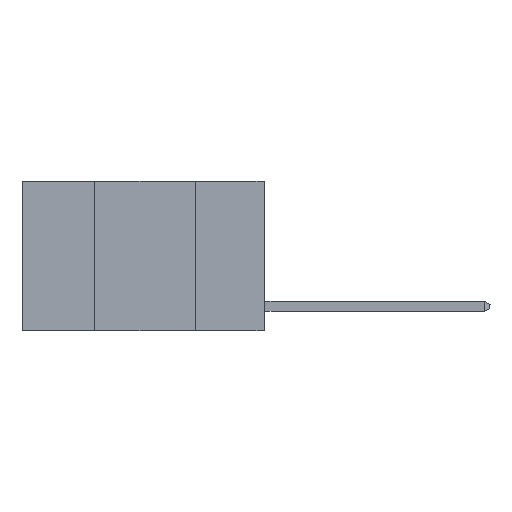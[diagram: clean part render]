
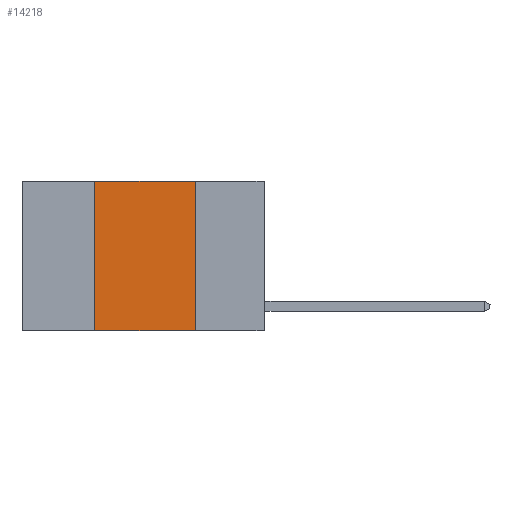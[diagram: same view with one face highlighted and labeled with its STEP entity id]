
A CAD part, left-side view. The second image highlights one B-rep face of the part: STEP entity #14218.
In plain terms, the highlighted planar face has unit normal (-1, 0, 0).
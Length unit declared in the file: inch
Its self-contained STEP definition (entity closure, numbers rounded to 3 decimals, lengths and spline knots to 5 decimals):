
#300 = VERTEX_POINT ( 'NONE', #18152 ) ;
#583 = LINE ( 'NONE', #7738, #6193 ) ;
#1721 = CARTESIAN_POINT ( 'NONE',  ( 0., 0.17, 0. ) ) ;
#1912 = LINE ( 'NONE', #1721, #8563 ) ;
#3605 = VECTOR ( 'NONE', #11014, 39.37008 ) ;
#4087 = VECTOR ( 'NONE', #10344, 39.37008 ) ;
#5218 = FACE_OUTER_BOUND ( 'NONE', #11857, .T. ) ;
#5309 = DIRECTION ( 'NONE',  ( 0., 0., -1. ) ) ;
#5993 = EDGE_CURVE ( 'NONE', #300, #14208, #583, .T. ) ;
#6165 = CARTESIAN_POINT ( 'NONE',  ( 0., 0.42, -0.37 ) ) ;
#6193 = VECTOR ( 'NONE', #6579, 39.37008 ) ;
#6579 = DIRECTION ( 'NONE',  ( 0., -1., 0. ) ) ;
#6767 = CARTESIAN_POINT ( 'NONE',  ( 0., 0.17, 0. ) ) ;
#6958 = ORIENTED_EDGE ( 'NONE', *, *, #8266, .F. ) ;
#7242 = CARTESIAN_POINT ( 'NONE',  ( 0., 0.17, -0.37 ) ) ;
#7685 = EDGE_CURVE ( 'NONE', #18178, #15588, #18205, .T. ) ;
#7738 = CARTESIAN_POINT ( 'NONE',  ( 0., 0.6, 0. ) ) ;
#8266 = EDGE_CURVE ( 'NONE', #14208, #15588, #1912, .T. ) ;
#8563 = VECTOR ( 'NONE', #10602, 39.37008 ) ;
#8795 = CARTESIAN_POINT ( 'NONE',  ( 0., 0.42, 0. ) ) ;
#10031 = ORIENTED_EDGE ( 'NONE', *, *, #5993, .F. ) ;
#10344 = DIRECTION ( 'NONE',  ( 0., 0., 1. ) ) ;
#10602 = DIRECTION ( 'NONE',  ( 0., 0., -1. ) ) ;
#11014 = DIRECTION ( 'NONE',  ( 0., -1., 0. ) ) ;
#11121 = DIRECTION ( 'NONE',  ( 1., 0., 0. ) ) ;
#11857 = EDGE_LOOP ( 'NONE', ( #6958, #10031, #12384, #13009 ) ) ;
#12384 = ORIENTED_EDGE ( 'NONE', *, *, #15512, .F. ) ;
#13009 = ORIENTED_EDGE ( 'NONE', *, *, #7685, .T. ) ;
#14208 = VERTEX_POINT ( 'NONE', #6767 ) ;
#14218 = ADVANCED_FACE ( 'NONE', ( #5218 ), #18795, .F. ) ;
#15512 = EDGE_CURVE ( 'NONE', #18178, #300, #17625, .T. ) ;
#15568 = CARTESIAN_POINT ( 'NONE',  ( 0., 0.6, 0. ) ) ;
#15588 = VERTEX_POINT ( 'NONE', #7242 ) ;
#17625 = LINE ( 'NONE', #8795, #4087 ) ;
#18116 = CARTESIAN_POINT ( 'NONE',  ( 0., 0.6, -0.37 ) ) ;
#18152 = CARTESIAN_POINT ( 'NONE',  ( 0., 0.42, 0. ) ) ;
#18178 = VERTEX_POINT ( 'NONE', #6165 ) ;
#18205 = LINE ( 'NONE', #18116, #3605 ) ;
#18595 = AXIS2_PLACEMENT_3D ( 'NONE', #15568, #11121, #5309 ) ;
#18795 = PLANE ( 'NONE',  #18595 ) ;
